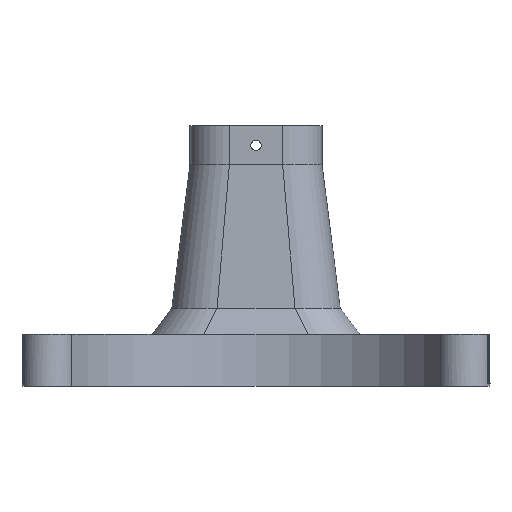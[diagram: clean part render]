
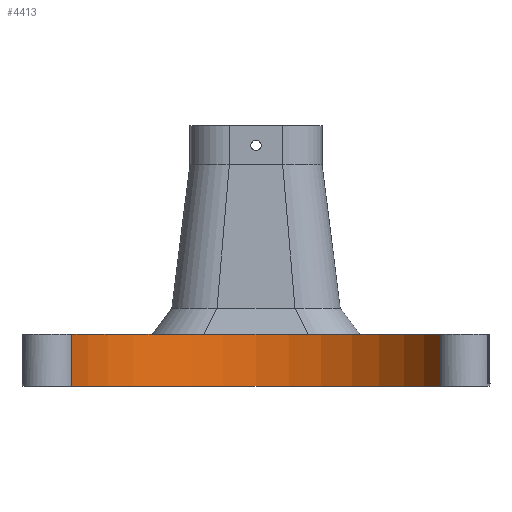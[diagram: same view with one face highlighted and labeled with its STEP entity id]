
A CAD part, left-side view. The second image highlights one B-rep face of the part: STEP entity #4413.
In plain terms, the highlighted cylindrical face has radius 77.488 mm (diameter 154.977 mm), a partial arc.
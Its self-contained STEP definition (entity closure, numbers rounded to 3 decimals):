
#1773 = VERTEX_POINT('',#1774);
#1774 = CARTESIAN_POINT('',(-84.048,70.856,-215.));
#1781 = EDGE_CURVE('',#1782,#1773,#1784,.T.);
#1782 = VERTEX_POINT('',#1783);
#1783 = CARTESIAN_POINT('',(-84.048,-70.856,-215.));
#1784 = CIRCLE('',#1785,77.488);
#1785 = AXIS2_PLACEMENT_3D('',#1786,#1787,#1788);
#1786 = CARTESIAN_POINT('',(-115.415,0.,-215.));
#1787 = DIRECTION('',(-0.,0.,1.));
#1788 = DIRECTION('',(1.,-0.,0.));
#3935 = EDGE_CURVE('',#3936,#1773,#3938,.T.);
#3936 = VERTEX_POINT('',#3937);
#3937 = CARTESIAN_POINT('',(-84.048,70.856,-235.));
#3938 = LINE('',#3939,#3940);
#3939 = CARTESIAN_POINT('',(-84.048,70.856,-235.));
#3940 = VECTOR('',#3941,1.);
#3941 = DIRECTION('',(0.,0.,1.));
#4040 = VERTEX_POINT('',#4041);
#4041 = CARTESIAN_POINT('',(-84.048,-70.856,-235.));
#4048 = EDGE_CURVE('',#4040,#1782,#4049,.T.);
#4049 = LINE('',#4050,#4051);
#4050 = CARTESIAN_POINT('',(-84.048,-70.856,-235.));
#4051 = VECTOR('',#4052,1.);
#4052 = DIRECTION('',(0.,0.,1.));
#4413 = ADVANCED_FACE('',(#4414),#4426,.F.);
#4414 = FACE_BOUND('',#4415,.T.);
#4415 = EDGE_LOOP('',(#4416,#4417,#4418,#4419));
#4416 = ORIENTED_EDGE('',*,*,#4048,.T.);
#4417 = ORIENTED_EDGE('',*,*,#1781,.T.);
#4418 = ORIENTED_EDGE('',*,*,#3935,.F.);
#4419 = ORIENTED_EDGE('',*,*,#4420,.F.);
#4420 = EDGE_CURVE('',#4040,#3936,#4421,.T.);
#4421 = CIRCLE('',#4422,77.488);
#4422 = AXIS2_PLACEMENT_3D('',#4423,#4424,#4425);
#4423 = CARTESIAN_POINT('',(-115.415,0.,-235.));
#4424 = DIRECTION('',(-0.,0.,1.));
#4425 = DIRECTION('',(1.,-0.,0.));
#4426 = CYLINDRICAL_SURFACE('',#4427,77.488);
#4427 = AXIS2_PLACEMENT_3D('',#4428,#4429,#4430);
#4428 = CARTESIAN_POINT('',(-115.415,0.,-235.));
#4429 = DIRECTION('',(-0.,-0.,-1.));
#4430 = DIRECTION('',(1.,0.,0.));
